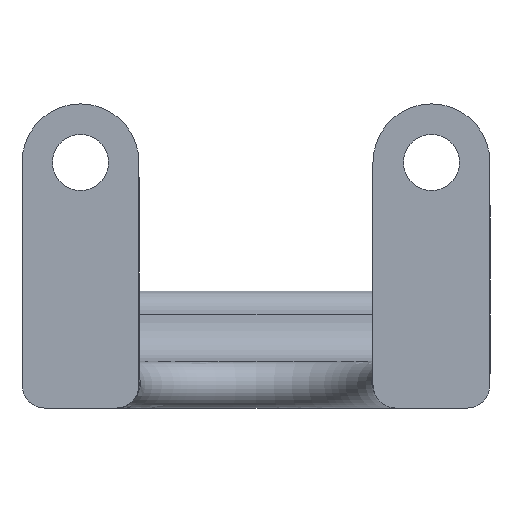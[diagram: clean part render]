
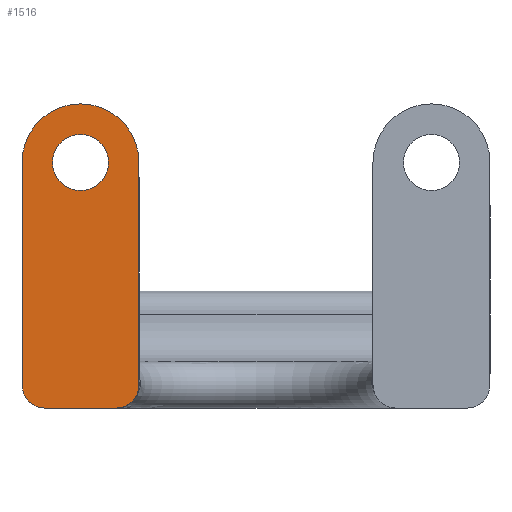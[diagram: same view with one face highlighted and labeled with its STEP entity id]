
A CAD part, front view. The second image highlights one B-rep face of the part: STEP entity #1516.
In plain terms, the highlighted planar face has unit normal (0, -1, 0).
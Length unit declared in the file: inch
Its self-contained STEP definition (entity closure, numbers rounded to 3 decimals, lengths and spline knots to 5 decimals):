
#29=FACE_BOUND($,#469,.T.);
#30=FACE_BOUND($,#470,.T.);
#48=PLANE($,#1686);
#129=LINE($,#2907,#229);
#145=LINE($,#3023,#245);
#148=LINE($,#3030,#248);
#229=VECTOR($,#1966,0.15);
#245=VECTOR($,#2054,0.475);
#248=VECTOR($,#2063,0.475);
#469=EDGE_LOOP($,(#1334));
#470=EDGE_LOOP($,(#1335,#1336,#1337,#1338,#1339,#1340));
#590=CIRCLE($,#1652,0.05);
#602=CIRCLE($,#1676,0.125);
#607=CIRCLE($,#1685,0.05);
#608=CIRCLE($,#1687,0.06);
#716=VERTEX_POINT($,#2904);
#717=VERTEX_POINT($,#2906);
#722=VERTEX_POINT($,#2929);
#732=VERTEX_POINT($,#3020);
#733=VERTEX_POINT($,#3022);
#734=VERTEX_POINT($,#3026);
#735=VERTEX_POINT($,#3040);
#903=EDGE_CURVE($,#717,#716,#129,.T.);
#915=EDGE_CURVE($,#717,#722,#590,.T.);
#940=EDGE_CURVE($,#733,#732,#145,.T.);
#943=EDGE_CURVE($,#732,#734,#602,.T.);
#944=EDGE_CURVE($,#734,#722,#148,.T.);
#949=EDGE_CURVE($,#733,#716,#607,.T.);
#950=EDGE_CURVE($,#735,#735,#608,.T.);
#1334=ORIENTED_EDGE($,*,*,#950,.T.);
#1335=ORIENTED_EDGE($,*,*,#949,.F.);
#1336=ORIENTED_EDGE($,*,*,#940,.T.);
#1337=ORIENTED_EDGE($,*,*,#943,.T.);
#1338=ORIENTED_EDGE($,*,*,#944,.T.);
#1339=ORIENTED_EDGE($,*,*,#915,.F.);
#1340=ORIENTED_EDGE($,*,*,#903,.T.);
#1516=ADVANCED_FACE($,(#29,#30),#48,.T.);
#1652=AXIS2_PLACEMENT_3D($,#2930,#1997,#1998);
#1676=AXIS2_PLACEMENT_3D($,#3028,#2059,#2060);
#1685=AXIS2_PLACEMENT_3D($,#3038,#2078,#2079);
#1686=AXIS2_PLACEMENT_3D($,#3039,#2080,#2081);
#1687=AXIS2_PLACEMENT_3D($,#3041,#2082,#2083);
#1966=DIRECTION($,(1.,0.,0.));
#1997=DIRECTION('center_axis',(0.,1.,0.));
#1998=DIRECTION('ref_axis',(-0.707,0.,-0.707));
#2054=DIRECTION($,(0.,0.,1.));
#2059=DIRECTION('center_axis',(0.,-1.,0.));
#2060=DIRECTION('ref_axis',(1.,0.,0.));
#2063=DIRECTION($,(0.,0.,-1.));
#2078=DIRECTION('center_axis',(0.,1.,0.));
#2079=DIRECTION('ref_axis',(0.707,0.,-0.707));
#2080=DIRECTION('center_axis',(0.,-1.,0.));
#2081=DIRECTION('ref_axis',(0.,0.,-1.));
#2082=DIRECTION('center_axis',(0.,1.,0.));
#2083=DIRECTION('ref_axis',(-1.,0.,0.));
#2904=CARTESIAN_POINT('',(-0.55,-0.1,0.));
#2906=CARTESIAN_POINT('',(-0.7,-0.1,0.));
#2907=CARTESIAN_POINT($,(-0.75,-0.1,0.));
#2929=CARTESIAN_POINT('',(-0.75,-0.1,0.05));
#2930=CARTESIAN_POINT('Origin',(-0.7,-0.1,0.05));
#3020=CARTESIAN_POINT('',(-0.5,-0.1,0.525));
#3022=CARTESIAN_POINT('',(-0.5,-0.1,0.05));
#3023=CARTESIAN_POINT($,(-0.5,-0.1,0.));
#3026=CARTESIAN_POINT('',(-0.75,-0.1,0.525));
#3028=CARTESIAN_POINT('Origin',(-0.625,-0.1,0.525));
#3030=CARTESIAN_POINT($,(-0.75,-0.1,0.525));
#3038=CARTESIAN_POINT('Origin',(-0.55,-0.1,0.05));
#3039=CARTESIAN_POINT('Origin',(-0.625,-0.1,0.05));
#3040=CARTESIAN_POINT('',(-0.565,-0.1,0.525));
#3041=CARTESIAN_POINT('Origin',(-0.625,-0.1,0.525));
